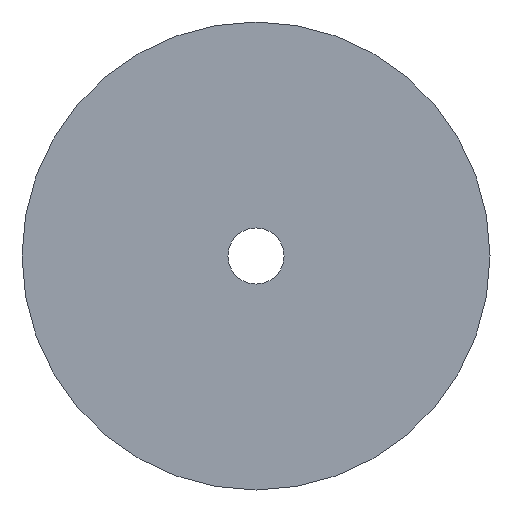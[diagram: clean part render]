
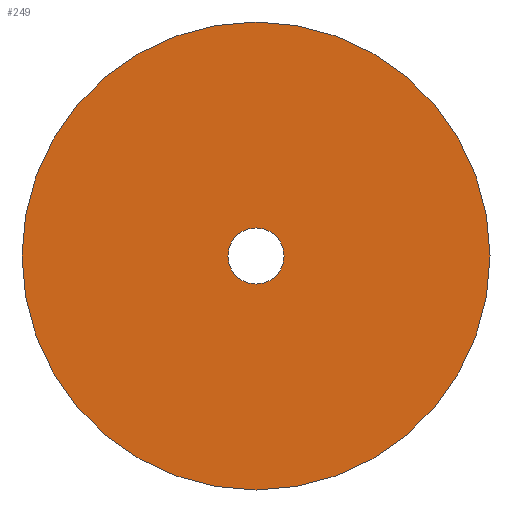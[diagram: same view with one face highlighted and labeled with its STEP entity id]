
A CAD part, front view. The second image highlights one B-rep face of the part: STEP entity #249.
In plain terms, the highlighted planar face has unit normal (0, -1, 0).
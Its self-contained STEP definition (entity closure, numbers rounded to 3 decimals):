
#2 = VERTEX_POINT ( 'NONE', #21 ) ;
#7 = CARTESIAN_POINT ( 'NONE',  ( 0., 0., 0. ) ) ;
#11 = DIRECTION ( 'NONE',  ( 0., 0., 1. ) ) ;
#21 = CARTESIAN_POINT ( 'NONE',  ( 0., 0., 1.5 ) ) ;
#24 = EDGE_LOOP ( 'NONE', ( #144, #168 ) ) ;
#45 = DIRECTION ( 'NONE',  ( 0., 1., 0. ) ) ;
#47 = ORIENTED_EDGE ( 'NONE', *, *, #153, .T. ) ;
#57 = ORIENTED_EDGE ( 'NONE', *, *, #195, .T. ) ;
#63 = CARTESIAN_POINT ( 'NONE',  ( 0., 0., 0. ) ) ;
#75 = VERTEX_POINT ( 'NONE', #176 ) ;
#83 = AXIS2_PLACEMENT_3D ( 'NONE', #63, #45, #11 ) ;
#86 = CARTESIAN_POINT ( 'NONE',  ( 0., 0., 0. ) ) ;
#94 = CIRCLE ( 'NONE', #135, 1.5 ) ;
#100 = CARTESIAN_POINT ( 'NONE',  ( 0., 0., -12.5 ) ) ;
#106 = DIRECTION ( 'NONE',  ( 0., 0., 1. ) ) ;
#107 = CIRCLE ( 'NONE', #114, 12.5 ) ;
#108 = AXIS2_PLACEMENT_3D ( 'NONE', #239, #125, #167 ) ;
#114 = AXIS2_PLACEMENT_3D ( 'NONE', #86, #180, #106 ) ;
#122 = EDGE_LOOP ( 'NONE', ( #57, #47 ) ) ;
#125 = DIRECTION ( 'NONE',  ( 0., 1., 0. ) ) ;
#126 = VERTEX_POINT ( 'NONE', #231 ) ;
#135 = AXIS2_PLACEMENT_3D ( 'NONE', #7, #137, #142 ) ;
#137 = DIRECTION ( 'NONE',  ( 0., 1., 0. ) ) ;
#138 = FACE_OUTER_BOUND ( 'NONE', #24, .T. ) ;
#142 = DIRECTION ( 'NONE',  ( 0., 0., 1. ) ) ;
#144 = ORIENTED_EDGE ( 'NONE', *, *, #208, .F. ) ;
#153 = EDGE_CURVE ( 'NONE', #2, #75, #94, .T. ) ;
#160 = CIRCLE ( 'NONE', #83, 12.5 ) ;
#167 = DIRECTION ( 'NONE',  ( 0., 0., 1. ) ) ;
#168 = ORIENTED_EDGE ( 'NONE', *, *, #218, .F. ) ;
#173 = CIRCLE ( 'NONE', #108, 1.5 ) ;
#176 = CARTESIAN_POINT ( 'NONE',  ( 0., 0., -1.5 ) ) ;
#179 = AXIS2_PLACEMENT_3D ( 'NONE', #216, #235, #221 ) ;
#180 = DIRECTION ( 'NONE',  ( 0., 1., 0. ) ) ;
#195 = EDGE_CURVE ( 'NONE', #75, #2, #173, .T. ) ;
#208 = EDGE_CURVE ( 'NONE', #226, #126, #160, .T. ) ;
#215 = PLANE ( 'NONE',  #179 ) ;
#216 = CARTESIAN_POINT ( 'NONE',  ( 0., 0., 0. ) ) ;
#218 = EDGE_CURVE ( 'NONE', #126, #226, #107, .T. ) ;
#220 = FACE_BOUND ( 'NONE', #122, .T. ) ;
#221 = DIRECTION ( 'NONE',  ( 0., 0., 1. ) ) ;
#226 = VERTEX_POINT ( 'NONE', #100 ) ;
#231 = CARTESIAN_POINT ( 'NONE',  ( 0., 0., 12.5 ) ) ;
#235 = DIRECTION ( 'NONE',  ( 0., 1., 0. ) ) ;
#239 = CARTESIAN_POINT ( 'NONE',  ( 0., 0., 0. ) ) ;
#249 = ADVANCED_FACE ( 'NONE', ( #138, #220 ), #215, .F. ) ;
